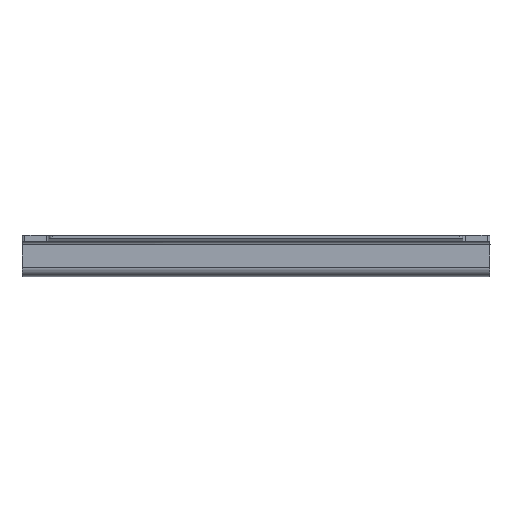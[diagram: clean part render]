
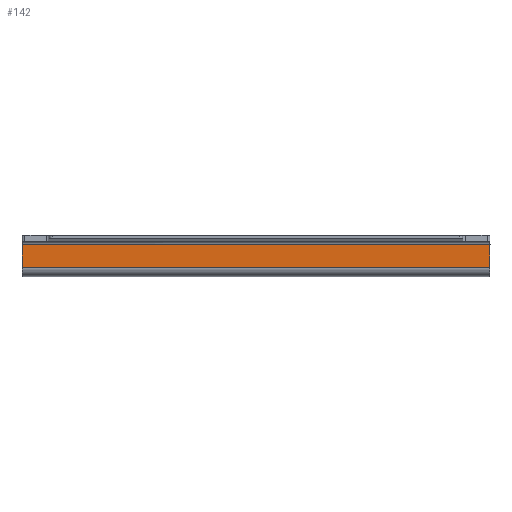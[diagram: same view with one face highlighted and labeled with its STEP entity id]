
A CAD part, front view. The second image highlights one B-rep face of the part: STEP entity #142.
In plain terms, the highlighted planar face has unit normal (0, -1, 0).
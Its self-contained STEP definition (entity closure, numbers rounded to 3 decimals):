
#142 = ADVANCED_FACE( '', ( #317 ), #318, .T. );
#317 = FACE_OUTER_BOUND( '', #526, .T. );
#318 = PLANE( '', #527 );
#526 = EDGE_LOOP( '', ( #899, #900, #901, #902 ) );
#527 = AXIS2_PLACEMENT_3D( '', #903, #904, #905 );
#899 = ORIENTED_EDGE( '', *, *, #1429, .F. );
#900 = ORIENTED_EDGE( '', *, *, #1430, .F. );
#901 = ORIENTED_EDGE( '', *, *, #1381, .T. );
#902 = ORIENTED_EDGE( '', *, *, #1420, .T. );
#903 = CARTESIAN_POINT( '', ( 170.5, -12., 3.4 ) );
#904 = DIRECTION( '', ( 0., -1., 0. ) );
#905 = DIRECTION( '', ( 0., 0., -1. ) );
#1381 = EDGE_CURVE( '', #1699, #1555, #1700, .T. );
#1420 = EDGE_CURVE( '', #1555, #1761, #1762, .T. );
#1429 = EDGE_CURVE( '', #1772, #1761, #1773, .T. );
#1430 = EDGE_CURVE( '', #1699, #1772, #1774, .T. );
#1555 = VERTEX_POINT( '', #1937 );
#1699 = VERTEX_POINT( '', #2152 );
#1700 = LINE( '', #2153, #2154 );
#1761 = VERTEX_POINT( '', #2267 );
#1762 = LINE( '', #2268, #2269 );
#1772 = VERTEX_POINT( '', #2295 );
#1773 = LINE( '', #2296, #2297 );
#1774 = LINE( '', #2298, #2299 );
#1937 = CARTESIAN_POINT( '', ( 170.5, -12., 11.6 ) );
#2152 = CARTESIAN_POINT( '', ( 170.5, -12., 3.4 ) );
#2153 = CARTESIAN_POINT( '', ( 170.5, -12., 3.4 ) );
#2154 = VECTOR( '', #2639, 1000. );
#2267 = CARTESIAN_POINT( '', ( 0., -12., 11.6 ) );
#2268 = CARTESIAN_POINT( '', ( 170.5, -12., 11.6 ) );
#2269 = VECTOR( '', #2677, 1000. );
#2295 = CARTESIAN_POINT( '', ( 0., -12., 3.4 ) );
#2296 = CARTESIAN_POINT( '', ( 0., -12., 3.4 ) );
#2297 = VECTOR( '', #2684, 1000. );
#2298 = CARTESIAN_POINT( '', ( 170.5, -12., 3.4 ) );
#2299 = VECTOR( '', #2685, 1000. );
#2639 = DIRECTION( '', ( 0., 0., 1. ) );
#2677 = DIRECTION( '', ( -1., 0., 0. ) );
#2684 = DIRECTION( '', ( 0., 0., 1. ) );
#2685 = DIRECTION( '', ( -1., 0., 0. ) );
